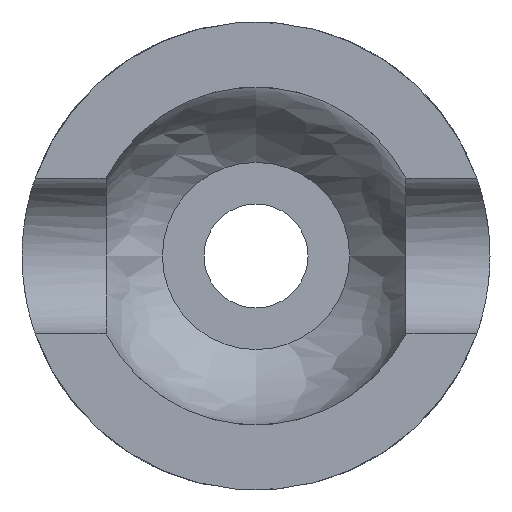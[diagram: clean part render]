
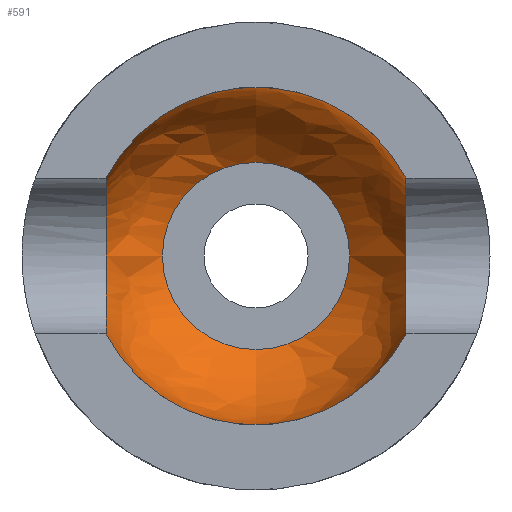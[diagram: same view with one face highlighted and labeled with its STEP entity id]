
A CAD part, front view. The second image highlights one B-rep face of the part: STEP entity #591.
In plain terms, the highlighted free-form (B-spline) face has degree [3, 3] with [4, 4] control points.
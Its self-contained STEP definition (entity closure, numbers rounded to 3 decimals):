
#26=(
BOUNDED_SURFACE()
B_SPLINE_SURFACE(3,3,((#1054,#1055,#1056,#1057),(#1058,#1059,#1060,#1061),
(#1062,#1063,#1064,#1065),(#1066,#1067,#1068,#1069)),.SPHERICAL_SURF.,.F.,
 .F.,.F.)
B_SPLINE_SURFACE_WITH_KNOTS((4,4),(4,4),(0.,1.),(0.,1.),
 .PIECEWISE_BEZIER_KNOTS.)
GEOMETRIC_REPRESENTATION_ITEM()
RATIONAL_B_SPLINE_SURFACE(((1.,0.333,0.333,1.),
(0.333,0.111,0.111,0.333),
(0.333,0.111,0.111,0.333),
(1.,0.333,0.333,1.)))
REPRESENTATION_ITEM('')
SURFACE()
);
#202=ORIENTED_EDGE('',*,*,#354,.T.);
#203=ORIENTED_EDGE('',*,*,#355,.T.);
#204=ORIENTED_EDGE('',*,*,#340,.F.);
#205=ORIENTED_EDGE('',*,*,#339,.F.);
#206=ORIENTED_EDGE('',*,*,#356,.T.);
#207=ORIENTED_EDGE('',*,*,#357,.T.);
#208=ORIENTED_EDGE('',*,*,#351,.F.);
#209=ORIENTED_EDGE('',*,*,#358,.F.);
#210=ORIENTED_EDGE('',*,*,#359,.F.);
#339=EDGE_CURVE('',#412,#414,#443,.T.);
#340=EDGE_CURVE('',#414,#406,#444,.T.);
#351=EDGE_CURVE('',#422,#417,#445,.T.);
#354=EDGE_CURVE('',#422,#425,#446,.T.);
#355=EDGE_CURVE('',#425,#406,#447,.T.);
#356=EDGE_CURVE('',#412,#426,#448,.T.);
#357=EDGE_CURVE('',#426,#417,#449,.T.);
#358=EDGE_CURVE('',#427,#428,#450,.T.);
#359=EDGE_CURVE('',#428,#427,#451,.T.);
#406=VERTEX_POINT('',#969);
#412=VERTEX_POINT('',#984);
#414=VERTEX_POINT('',#997);
#417=VERTEX_POINT('',#1016);
#422=VERTEX_POINT('',#1030);
#425=VERTEX_POINT('',#1071);
#426=VERTEX_POINT('',#1074);
#427=VERTEX_POINT('',#1077);
#428=VERTEX_POINT('',#1078);
#443=CIRCLE('',#636,3.);
#444=CIRCLE('',#637,3.);
#445=CIRCLE('',#638,3.);
#446=CIRCLE('',#639,6.5);
#447=CIRCLE('',#640,6.5);
#448=CIRCLE('',#641,6.5);
#449=CIRCLE('',#642,6.5);
#450=CIRCLE('',#643,3.6);
#451=CIRCLE('',#644,3.6);
#483=EDGE_LOOP('',(#202,#203,#204,#205,#206,#207,#208));
#484=EDGE_LOOP('',(#209,#210));
#527=FACE_BOUND('',#483,.T.);
#528=FACE_BOUND('',#484,.T.);
#591=ADVANCED_FACE('',(#527,#528),#26,.F.);
#636=AXIS2_PLACEMENT_3D('',#996,#707,#708);
#637=AXIS2_PLACEMENT_3D('',#998,#709,#710);
#638=AXIS2_PLACEMENT_3D('',#1042,#719,#720);
#639=AXIS2_PLACEMENT_3D('',#1070,#721,#722);
#640=AXIS2_PLACEMENT_3D('',#1072,#723,#724);
#641=AXIS2_PLACEMENT_3D('',#1073,#725,#726);
#642=AXIS2_PLACEMENT_3D('',#1075,#727,#728);
#643=AXIS2_PLACEMENT_3D('',#1076,#729,#730);
#644=AXIS2_PLACEMENT_3D('',#1079,#731,#732);
#707=DIRECTION('',(-1.,0.,0.));
#708=DIRECTION('',(0.,1.,0.));
#709=DIRECTION('',(-1.,0.,0.));
#710=DIRECTION('',(0.,1.,0.));
#719=DIRECTION('',(1.,0.,0.));
#720=DIRECTION('',(0.,-1.,0.));
#721=DIRECTION('',(0.,-1.,0.));
#722=DIRECTION('',(-1.,0.,0.));
#723=DIRECTION('',(0.,-1.,0.));
#724=DIRECTION('',(-1.,0.,0.));
#725=DIRECTION('',(0.,-1.,0.));
#726=DIRECTION('',(-1.,0.,0.));
#727=DIRECTION('',(0.,-1.,0.));
#728=DIRECTION('',(-1.,0.,0.));
#729=DIRECTION('',(0.,-1.,0.));
#730=DIRECTION('',(-1.,0.,0.));
#731=DIRECTION('',(0.,-1.,0.));
#732=DIRECTION('',(-1.,0.,0.));
#969=CARTESIAN_POINT('',(5.766,8.,-3.));
#984=CARTESIAN_POINT('',(5.766,8.,3.));
#996=CARTESIAN_POINT('',(5.766,8.,0.));
#997=CARTESIAN_POINT('',(5.766,11.,0.));
#998=CARTESIAN_POINT('',(5.766,8.,0.));
#1016=CARTESIAN_POINT('',(-5.766,8.,3.));
#1030=CARTESIAN_POINT('',(-5.766,8.,-3.));
#1042=CARTESIAN_POINT('',(-5.766,8.,0.));
#1054=CARTESIAN_POINT('',(0.,8.,-6.5));
#1055=CARTESIAN_POINT('',(0.,8.,-6.5));
#1056=CARTESIAN_POINT('',(0.,8.,-6.5));
#1057=CARTESIAN_POINT('',(0.,8.,-6.5));
#1058=CARTESIAN_POINT('',(-13.,8.,-6.5));
#1059=CARTESIAN_POINT('',(-13.,34.,-6.5));
#1060=CARTESIAN_POINT('',(13.,34.,-6.5));
#1061=CARTESIAN_POINT('',(13.,8.,-6.5));
#1062=CARTESIAN_POINT('',(-13.,8.,6.5));
#1063=CARTESIAN_POINT('',(-13.,34.,6.5));
#1064=CARTESIAN_POINT('',(13.,34.,6.5));
#1065=CARTESIAN_POINT('',(13.,8.,6.5));
#1066=CARTESIAN_POINT('',(0.,8.,6.5));
#1067=CARTESIAN_POINT('',(0.,8.,6.5));
#1068=CARTESIAN_POINT('',(0.,8.,6.5));
#1069=CARTESIAN_POINT('',(0.,8.,6.5));
#1070=CARTESIAN_POINT('',(0.,8.,0.));
#1071=CARTESIAN_POINT('',(0.,8.,-6.5));
#1072=CARTESIAN_POINT('',(0.,8.,0.));
#1073=CARTESIAN_POINT('',(0.,8.,0.));
#1074=CARTESIAN_POINT('',(0.,8.,6.5));
#1075=CARTESIAN_POINT('',(0.,8.,0.));
#1076=CARTESIAN_POINT('',(0.,13.412,0.));
#1077=CARTESIAN_POINT('',(-3.6,13.412,0.));
#1078=CARTESIAN_POINT('',(3.6,13.412,0.));
#1079=CARTESIAN_POINT('',(0.,13.412,0.));
